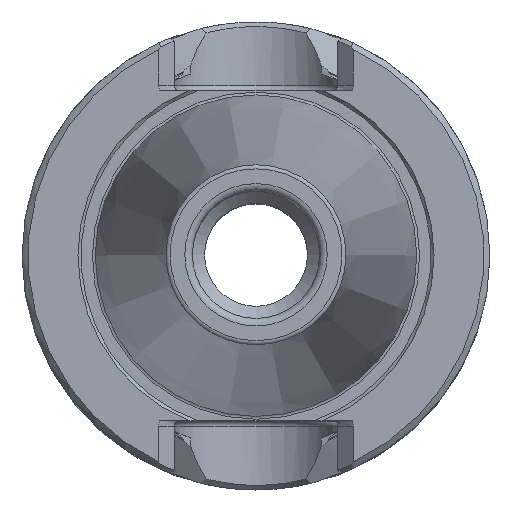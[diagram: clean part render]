
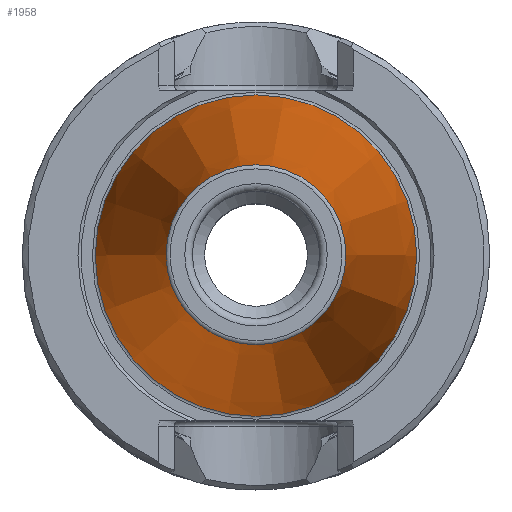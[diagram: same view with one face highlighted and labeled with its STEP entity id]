
A CAD part, top view. The second image highlights one B-rep face of the part: STEP entity #1958.
In plain terms, the highlighted conical face has half-angle 8.297 degrees and reference radius 8.642 mm.
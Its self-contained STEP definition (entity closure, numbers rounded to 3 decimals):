
#256=CONICAL_SURFACE('',#2101,8.642,0.145);
#605=ORIENTED_EDGE('',*,*,#656,.F.);
#606=ORIENTED_EDGE('',*,*,#834,.F.);
#656=EDGE_CURVE('',#852,#852,#986,.T.);
#834=EDGE_CURVE('',#968,#968,#1030,.F.);
#852=VERTEX_POINT('',#2506);
#968=VERTEX_POINT('',#3204);
#986=CIRCLE('',#1986,15.802);
#1030=CIRCLE('',#2102,8.845);
#1119=EDGE_LOOP('',(#605));
#1120=EDGE_LOOP('',(#606));
#1227=FACE_BOUND('',#1119,.T.);
#1228=FACE_BOUND('',#1120,.T.);
#1958=ADVANCED_FACE('',(#1227,#1228),#256,.T.);
#1986=AXIS2_PLACEMENT_3D('',#2505,#2146,#2147);
#2101=AXIS2_PLACEMENT_3D('',#3202,#2430,#2431);
#2102=AXIS2_PLACEMENT_3D('',#3203,#2432,#2433);
#2146=DIRECTION('',(0.,0.,-1.));
#2147=DIRECTION('',(-1.,0.,0.));
#2430=DIRECTION('',(0.,0.,-1.));
#2431=DIRECTION('',(-1.,0.,0.));
#2432=DIRECTION('',(0.,0.,-1.));
#2433=DIRECTION('',(-1.,0.,0.));
#2505=CARTESIAN_POINT('',(0.,0.,0.5));
#2506=CARTESIAN_POINT('',(-15.802,0.,0.5));
#3202=CARTESIAN_POINT('',(0.,0.,49.6));
#3203=CARTESIAN_POINT('',(0.,0.,48.207));
#3204=CARTESIAN_POINT('',(-8.845,0.,48.207));
